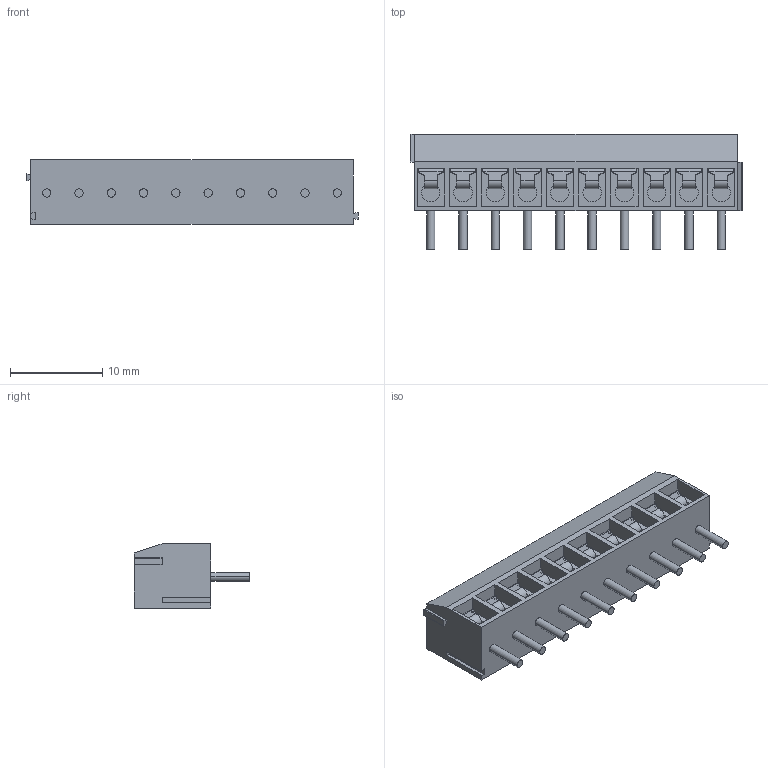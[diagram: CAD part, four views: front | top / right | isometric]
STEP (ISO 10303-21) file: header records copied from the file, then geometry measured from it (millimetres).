
FILE_DESCRIPTION((''),'2;1');
FILE_NAME('C-1-1776275-0','2014-05-16T',('workeradm'),('Tyco Electronics Ltd.'),'PRO/ENGINEER BY PARAMETRIC TECHNOLOGY CORPORATION, 2013050','PRO/ENGINEER BY PARAMETRIC TECHNOLOGY CORPORATION, 2013050','');
FILE_SCHEMA(('AUTOMOTIVE_DESIGN { 1 0 10303 214 1 1 1 1 }'));
Length unit declared in the file: millimetre
Products named in the file (1): C-1-1776275-0
Bounding box: 36 x 12.5 x 7 mm (x, y, z)
Volume: 1746.9 mm3; surface area: 1794.5 mm2
Topology: 1 solids, 1 shells, 537 faces, 1435 edges, 930 vertices
Faces by surface type: plane 413, cylinder 104, bspline 20
Entity records: 17253 total; most frequent: CARTESIAN_POINT 3564, ORIENTED_EDGE 2870, DIRECTION 2677, EDGE_CURVE 1435, VECTOR 1147, LINE 1147, VERTEX_POINT 930, AXIS2_PLACEMENT_3D 765
